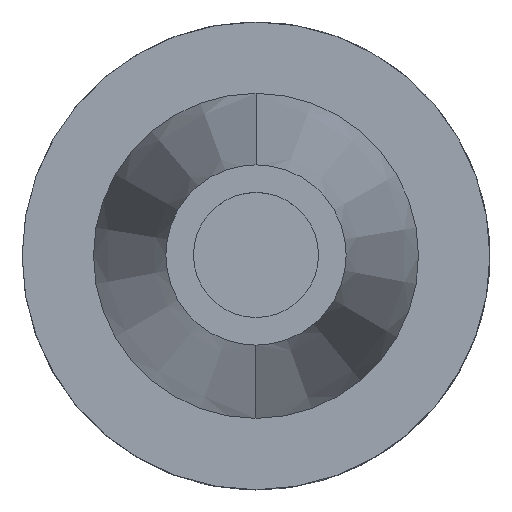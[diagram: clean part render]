
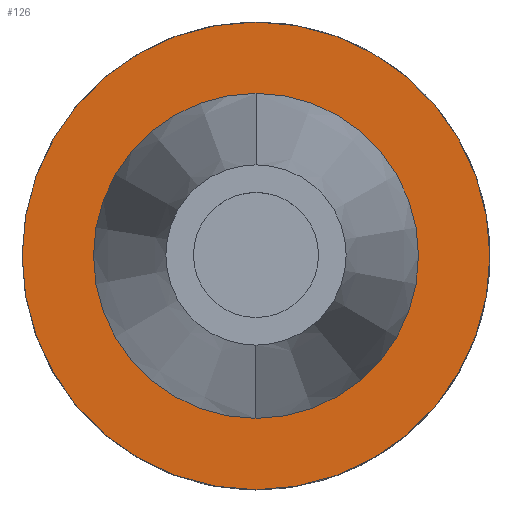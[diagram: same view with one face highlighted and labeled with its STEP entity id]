
A CAD part, top view. The second image highlights one B-rep face of the part: STEP entity #126.
In plain terms, the highlighted planar face has unit normal (0, 0, 1).
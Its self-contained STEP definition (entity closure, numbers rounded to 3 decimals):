
#126=ADVANCED_FACE('',(#168,#169),#160,.F.);
#160=PLANE('',#549);
#168=FACE_BOUND('',#200,.T.);
#169=FACE_BOUND('',#201,.T.);
#200=EDGE_LOOP('',(#260));
#201=EDGE_LOOP('',(#261,#262));
#260=ORIENTED_EDGE('',*,*,#414,.T.);
#261=ORIENTED_EDGE('',*,*,#415,.T.);
#262=ORIENTED_EDGE('',*,*,#416,.T.);
#372=VERTEX_POINT('',#825);
#373=VERTEX_POINT('',#827);
#374=VERTEX_POINT('',#828);
#414=EDGE_CURVE('',#372,#372,#472,.T.);
#415=EDGE_CURVE('',#373,#374,#473,.T.);
#416=EDGE_CURVE('',#374,#373,#474,.T.);
#472=CIRCLE('',#546,31.775);
#473=CIRCLE('',#547,21.879);
#474=CIRCLE('',#548,21.879);
#546=AXIS2_PLACEMENT_3D('',#824,#649,#650);
#547=AXIS2_PLACEMENT_3D('',#826,#651,#652);
#548=AXIS2_PLACEMENT_3D('',#829,#653,#654);
#549=AXIS2_PLACEMENT_3D('',#830,#655,#656);
#649=DIRECTION('',(0.,0.,1.));
#650=DIRECTION('',(-1.,0.,0.));
#651=DIRECTION('',(0.,0.,-1.));
#652=DIRECTION('',(-1.,0.,0.));
#653=DIRECTION('',(0.,0.,-1.));
#654=DIRECTION('',(-1.,0.,0.));
#655=DIRECTION('',(0.,0.,-1.));
#656=DIRECTION('',(0.,1.,0.));
#824=CARTESIAN_POINT('',(0.,0.,-1.));
#825=CARTESIAN_POINT('',(-31.775,0.,-1.));
#826=CARTESIAN_POINT('',(0.,0.,-1.));
#827=CARTESIAN_POINT('',(0.,21.879,-1.));
#828=CARTESIAN_POINT('',(0.,-21.879,-1.));
#829=CARTESIAN_POINT('',(0.,0.,-1.));
#830=CARTESIAN_POINT('',(0.,0.,-1.));
